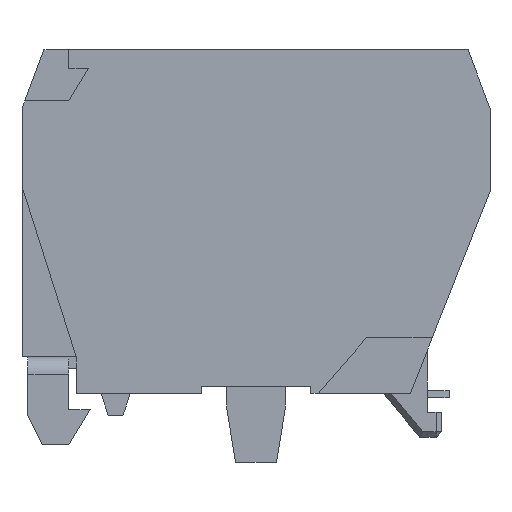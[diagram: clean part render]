
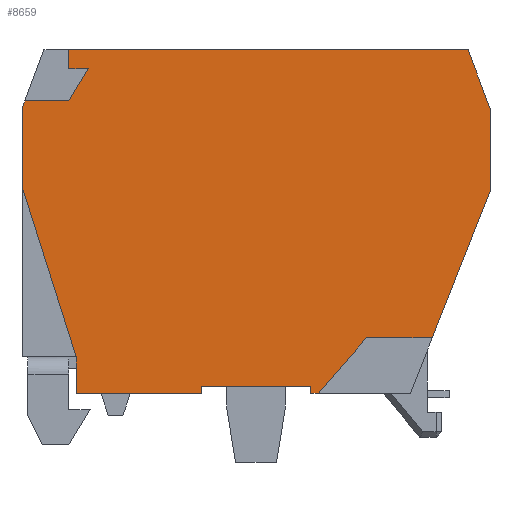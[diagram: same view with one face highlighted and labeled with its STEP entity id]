
A CAD part, left-side view. The second image highlights one B-rep face of the part: STEP entity #8659.
In plain terms, the highlighted planar face has unit normal (-1, 0, 0).
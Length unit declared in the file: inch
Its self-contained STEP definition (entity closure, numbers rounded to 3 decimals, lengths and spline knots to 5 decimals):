
#4755=DIRECTION('',(0.,1.,0.));
#4756=VECTOR('',#4755,0.0273);
#4757=CARTESIAN_POINT('',(-0.0049,-0.00129,0.0238));
#4758=LINE('',#4757,#4756);
#5001=DIRECTION('',(0.,-1.,0.));
#5002=VECTOR('',#5001,0.00301);
#5003=CARTESIAN_POINT('',(-0.0049,0.02902,0.0203));
#5004=LINE('',#5003,#5002);
#5008=DIRECTION('',(0.,-0.52,0.854));
#5009=VECTOR('',#5008,0.00258);
#5010=CARTESIAN_POINT('',(-0.0049,0.02601,0.0203));
#5011=LINE('',#5010,#5009);
#5015=DIRECTION('',(0.,1.,0.));
#5016=VECTOR('',#5015,0.00134);
#5017=CARTESIAN_POINT('',(-0.0049,0.02467,0.0225));
#5018=LINE('',#5017,#5016);
#5022=DIRECTION('',(0.,0.,1.));
#5023=VECTOR('',#5022,0.0013);
#5024=CARTESIAN_POINT('',(-0.0049,0.02601,0.0225));
#5025=LINE('',#5024,#5023);
#5029=DIRECTION('',(0.,-0.351,-0.936));
#5030=VECTOR('',#5029,0.00427);
#5031=CARTESIAN_POINT('',(-0.0049,-0.00129,0.0238));
#5032=LINE('',#5031,#5030);
#5036=DIRECTION('',(0.,0.,-1.));
#5037=VECTOR('',#5036,0.0057);
#5038=CARTESIAN_POINT('',(-0.0049,-0.00279,0.0198));
#5039=LINE('',#5038,#5037);
#5043=DIRECTION('',(0.,0.367,-0.93));
#5044=VECTOR('',#5043,0.01075);
#5045=CARTESIAN_POINT('',(-0.0049,-0.00279,0.0141));
#5046=LINE('',#5045,#5044);
#5050=DIRECTION('',(0.,1.,0.));
#5051=VECTOR('',#5050,0.0045);
#5052=CARTESIAN_POINT('',(-0.0049,0.00116,
0.0041));
#5053=LINE('',#5052,#5051);
#5057=DIRECTION('',(0.,0.656,-0.755));
#5058=VECTOR('',#5057,0.00503);
#5059=CARTESIAN_POINT('',(-0.0049,0.00566,
0.0041));
#5060=LINE('',#5059,#5058);
#5064=DIRECTION('',(0.,1.,0.));
#5065=VECTOR('',#5064,0.0005);
#5066=CARTESIAN_POINT('',(-0.0049,0.00896,0.0003));
#5067=LINE('',#5066,#5065);
#5071=DIRECTION('',(0.,0.,1.));
#5072=VECTOR('',#5071,0.0005);
#5073=CARTESIAN_POINT('',(-0.0049,0.00946,0.0003));
#5074=LINE('',#5073,#5072);
#5078=DIRECTION('',(0.,1.,0.));
#5079=VECTOR('',#5078,0.0075);
#5080=CARTESIAN_POINT('',(-0.0049,0.00946,0.0008));
#5081=LINE('',#5080,#5079);
#5085=DIRECTION('',(0.,0.,-1.));
#5086=VECTOR('',#5085,0.0005);
#5087=CARTESIAN_POINT('',(-0.0049,0.01696,0.0008));
#5088=LINE('',#5087,#5086);
#5092=DIRECTION('',(0.,0.,1.));
#5093=VECTOR('',#5092,0.0025);
#5094=CARTESIAN_POINT('',(-0.0049,0.02551,0.0003));
#5095=LINE('',#5094,#5093);
#5099=DIRECTION('',(0.,0.303,0.953));
#5100=VECTOR('',#5099,0.0122);
#5101=CARTESIAN_POINT('',(-0.0049,0.02551,0.0028));
#5102=LINE('',#5101,#5100);
#5106=DIRECTION('',(0.,-0.351,0.936));
#5107=VECTOR('',#5106,0.00053);
#5108=CARTESIAN_POINT('',(-0.0049,0.02921,0.0198));
#5109=LINE('',#5108,#5107);
#5239=DIRECTION('',(0.,-1.,0.));
#5240=VECTOR('',#5239,0.00855);
#5241=CARTESIAN_POINT('',(-0.0049,0.02551,0.0003));
#5242=LINE('',#5241,#5240);
#5435=DIRECTION('',(0.,0.,-1.));
#5436=VECTOR('',#5435,0.00537);
#5437=CARTESIAN_POINT('',(-0.0049,0.02921,0.0198));
#5438=LINE('',#5437,#5436);
#7286=CARTESIAN_POINT('',(-0.0049,0.00116,
0.0041));
#7287=VERTEX_POINT('',#7286);
#7288=CARTESIAN_POINT('',(-0.0049,-0.00279,0.0141));
#7289=VERTEX_POINT('',#7288);
#7316=CARTESIAN_POINT('',(-0.0049,0.00946,0.0003));
#7317=VERTEX_POINT('',#7316);
#7318=CARTESIAN_POINT('',(-0.0049,0.00896,0.0003));
#7319=VERTEX_POINT('',#7318);
#7378=CARTESIAN_POINT('',(-0.0049,0.02902,0.0203));
#7379=VERTEX_POINT('',#7378);
#7380=CARTESIAN_POINT('',(-0.0049,0.02921,0.0198));
#7381=VERTEX_POINT('',#7380);
#7390=CARTESIAN_POINT('',(-0.0049,-0.00129,0.0238));
#7391=VERTEX_POINT('',#7390);
#7392=CARTESIAN_POINT('',(-0.0049,0.02601,0.0238));
#7393=VERTEX_POINT('',#7392);
#7440=CARTESIAN_POINT('',(-0.0049,-0.00279,0.0198));
#7441=VERTEX_POINT('',#7440);
#7442=CARTESIAN_POINT('',(-0.0049,0.02601,0.0203));
#7443=VERTEX_POINT('',#7442);
#7444=CARTESIAN_POINT('',(-0.0049,0.02467,0.0225));
#7445=VERTEX_POINT('',#7444);
#7446=CARTESIAN_POINT('',(-0.0049,0.02601,0.0225));
#7447=VERTEX_POINT('',#7446);
#7448=CARTESIAN_POINT('',(-0.0049,0.00566,
0.0041));
#7449=VERTEX_POINT('',#7448);
#7450=CARTESIAN_POINT('',(-0.0049,0.00946,0.0008));
#7451=VERTEX_POINT('',#7450);
#7452=CARTESIAN_POINT('',(-0.0049,0.01696,0.0008));
#7453=VERTEX_POINT('',#7452);
#7454=CARTESIAN_POINT('',(-0.0049,0.01696,0.0003));
#7455=VERTEX_POINT('',#7454);
#7456=CARTESIAN_POINT('',(-0.0049,0.02551,0.0003));
#7457=VERTEX_POINT('',#7456);
#7458=CARTESIAN_POINT('',(-0.0049,0.02551,0.0028));
#7459=VERTEX_POINT('',#7458);
#7460=CARTESIAN_POINT('',(-0.0049,0.02921,0.01443));
#7461=VERTEX_POINT('',#7460);
#8620=CARTESIAN_POINT('',(-0.0049,0.01321,0.0003));
#8621=DIRECTION('',(-1.,0.,0.));
#8622=DIRECTION('',(0.,0.,1.));
#8623=AXIS2_PLACEMENT_3D('',#8620,#8621,#8622);
#8624=PLANE('',#8623);
#8626=ORIENTED_EDGE('',*,*,#8625,.T.);
#8628=ORIENTED_EDGE('',*,*,#8627,.T.);
#8630=ORIENTED_EDGE('',*,*,#8629,.T.);
#8632=ORIENTED_EDGE('',*,*,#8631,.T.);
#8633=ORIENTED_EDGE('',*,*,#8432,.F.);
#8634=ORIENTED_EDGE('',*,*,#8588,.T.);
#8635=ORIENTED_EDGE('',*,*,#8606,.T.);
#8636=ORIENTED_EDGE('',*,*,#7919,.T.);
#8638=ORIENTED_EDGE('',*,*,#8637,.T.);
#8640=ORIENTED_EDGE('',*,*,#8639,.T.);
#8641=ORIENTED_EDGE('',*,*,#7990,.T.);
#8643=ORIENTED_EDGE('',*,*,#8642,.T.);
#8645=ORIENTED_EDGE('',*,*,#8644,.T.);
#8647=ORIENTED_EDGE('',*,*,#8646,.T.);
#8649=ORIENTED_EDGE('',*,*,#8648,.F.);
#8651=ORIENTED_EDGE('',*,*,#8650,.T.);
#8653=ORIENTED_EDGE('',*,*,#8652,.T.);
#8655=ORIENTED_EDGE('',*,*,#8654,.F.);
#8656=ORIENTED_EDGE('',*,*,#8379,.T.);
#8657=EDGE_LOOP('',(#8626,#8628,#8630,#8632,#8633,#8634,#8635,#8636,#8638,#8640,
#8641,#8643,#8645,#8647,#8649,#8651,#8653,#8655,#8656));
#8658=FACE_OUTER_BOUND('',#8657,.F.);
#7919=EDGE_CURVE('',#7289,#7287,#5046,.T.);
#7990=EDGE_CURVE('',#7319,#7317,#5067,.T.);
#8379=EDGE_CURVE('',#7381,#7379,#5109,.T.);
#8432=EDGE_CURVE('',#7391,#7393,#4758,.T.);
#8588=EDGE_CURVE('',#7391,#7441,#5032,.T.);
#8606=EDGE_CURVE('',#7441,#7289,#5039,.T.);
#8625=EDGE_CURVE('',#7379,#7443,#5004,.T.);
#8627=EDGE_CURVE('',#7443,#7445,#5011,.T.);
#8629=EDGE_CURVE('',#7445,#7447,#5018,.T.);
#8631=EDGE_CURVE('',#7447,#7393,#5025,.T.);
#8637=EDGE_CURVE('',#7287,#7449,#5053,.T.);
#8639=EDGE_CURVE('',#7449,#7319,#5060,.T.);
#8642=EDGE_CURVE('',#7317,#7451,#5074,.T.);
#8644=EDGE_CURVE('',#7451,#7453,#5081,.T.);
#8646=EDGE_CURVE('',#7453,#7455,#5088,.T.);
#8648=EDGE_CURVE('',#7457,#7455,#5242,.T.);
#8650=EDGE_CURVE('',#7457,#7459,#5095,.T.);
#8652=EDGE_CURVE('',#7459,#7461,#5102,.T.);
#8654=EDGE_CURVE('',#7381,#7461,#5438,.T.);
#8659=ADVANCED_FACE('',(#8658),#8624,.T.);
